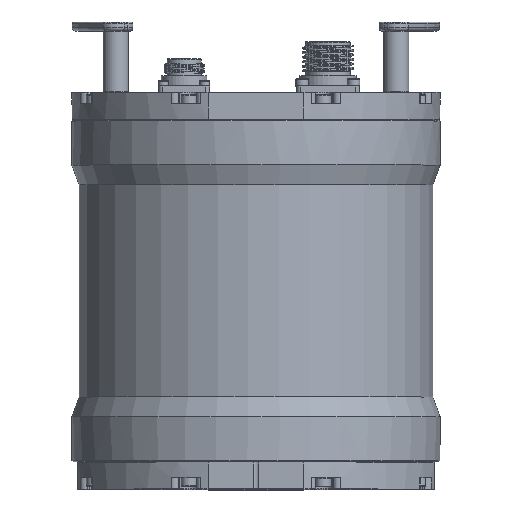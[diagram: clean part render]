
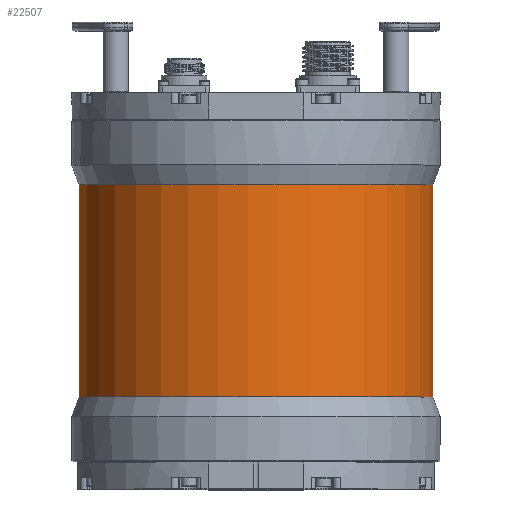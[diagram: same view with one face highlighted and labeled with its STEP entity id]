
A CAD part, top view. The second image highlights one B-rep face of the part: STEP entity #22507.
In plain terms, the highlighted cylindrical face has radius 98.5 mm (diameter 197 mm), a full revolution.
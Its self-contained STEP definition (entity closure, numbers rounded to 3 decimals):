
#4862=FACE_BOUND('',#7394,.T.);
#5281=CYLINDRICAL_SURFACE('',#24199,98.5);
#5886=FACE_OUTER_BOUND('',#7393,.T.);
#7393=EDGE_LOOP('',(#10330));
#7394=EDGE_LOOP('',(#10331));
#10330=ORIENTED_EDGE('',*,*,#15631,.F.);
#10331=ORIENTED_EDGE('',*,*,#15632,.T.);
#15631=EDGE_CURVE('',#18395,#18395,#20202,.T.);
#15632=EDGE_CURVE('',#18396,#18396,#20203,.T.);
#18395=VERTEX_POINT('',#33773);
#18396=VERTEX_POINT('',#33776);
#20202=CIRCLE('',#24198,98.5);
#20203=CIRCLE('',#24200,98.5);
#22507=ADVANCED_FACE('',(#5886,#4862),#5281,.T.);
#24198=AXIS2_PLACEMENT_3D('',#33774,#27515,#27516);
#24199=AXIS2_PLACEMENT_3D('',#33775,#27517,#27518);
#24200=AXIS2_PLACEMENT_3D('',#33777,#27519,#27520);
#27515=DIRECTION('center_axis',(0.,1.,0.));
#27516=DIRECTION('ref_axis',(-0.383,0.,0.924));
#27517=DIRECTION('center_axis',(0.,1.,0.));
#27518=DIRECTION('ref_axis',(-0.383,0.,0.924));
#27519=DIRECTION('center_axis',(0.,1.,0.));
#27520=DIRECTION('ref_axis',(-0.383,0.,0.924));
#33773=CARTESIAN_POINT('',(-37.694,167.61,91.002));
#33774=CARTESIAN_POINT('Origin',(0.,167.61,
0.));
#33775=CARTESIAN_POINT('Origin',(0.,108.6,0.));
#33776=CARTESIAN_POINT('',(-37.694,49.59,91.002));
#33777=CARTESIAN_POINT('Origin',(0.,49.59,
0.));
